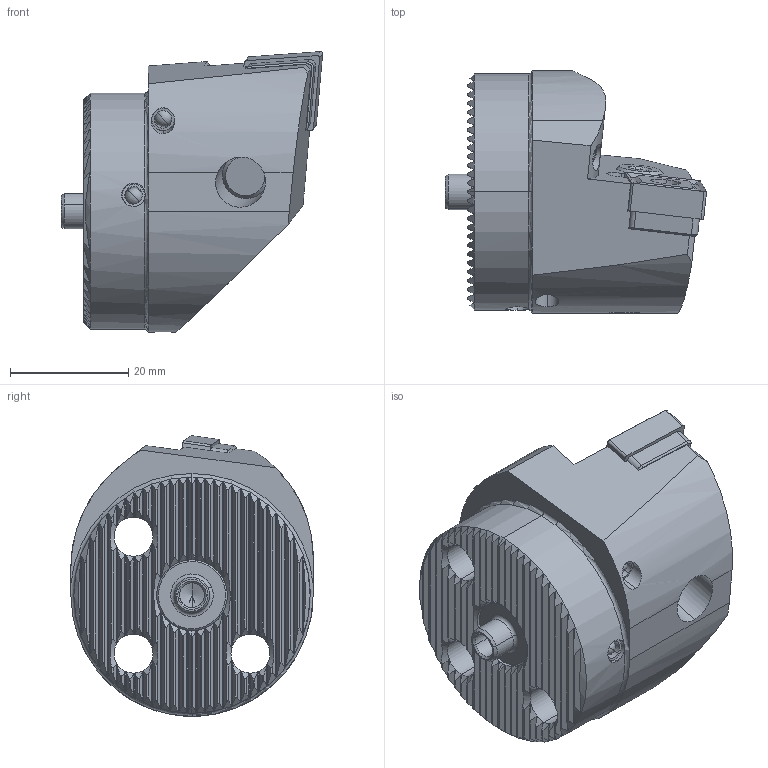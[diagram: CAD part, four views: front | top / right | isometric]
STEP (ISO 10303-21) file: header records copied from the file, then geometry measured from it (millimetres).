
FILE_DESCRIPTION (( 'STEP AP214' ), '1' );
FILE_NAME ('WK1.PCD.LLC.040.STEP', '2020-09-16T12:17:07', ( '' ), ( '' ), 'SwSTEP 2.0', 'SolidWorks 2017', '' );
FILE_SCHEMA (( 'AUTOMOTIVE_DESIGN' ));
Length unit declared in the file: millimetre
Products named in the file (10): WKX-ER1.004.005_A_PreviewCfg; WK1-PCD.LLC.040_A; WCD-ER4.101.017_A; WK1.PCD.LLC.040; WK2-ER1.001.012_A_Fertigbearbeitung; WCD-ER1.101.000; CNMG120404; WCD-ER3.101.000_A; KVT_MB_600_040; WCD-ER2.101.003_A
Assembly tree (12 placements, depth 2):
  WK1.PCD.LLC.040
    WK1-PCD.LLC.040_A
    WKX-ER1.004.005_A_PreviewCfg  x2
    KVT_MB_600_040  x3
    WK2-ER1.001.012_A_Fertigbearbeitung
    WCD-ER4.101.017_A
    WCD-ER3.101.000_A
    CNMG120404
    WCD-ER2.101.003_A
    WCD-ER1.101.000
Bounding box: 44.2 x 41 x 47.5 mm (x, y, z)
Volume: 31787.6 mm3; surface area: 14482.9 mm2
Topology: 15 solids, 15 shells, 671 faces, 1769 edges, 1105 vertices
Faces by surface type: plane 262, cylinder 224, cone 151, torus 16, bspline 12, sphere 6
Entity records: 20863 total; most frequent: CARTESIAN_POINT 6477, ORIENTED_EDGE 3156, DIRECTION 2583, EDGE_CURVE 1578, VERTEX_POINT 1006, AXIS2_PLACEMENT_3D 971, VECTOR 641, LINE 641
